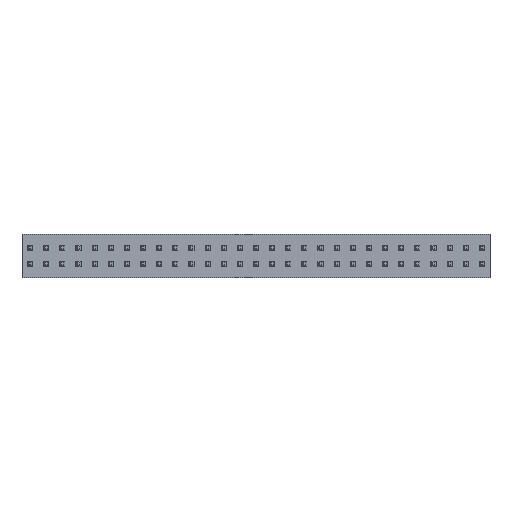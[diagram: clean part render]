
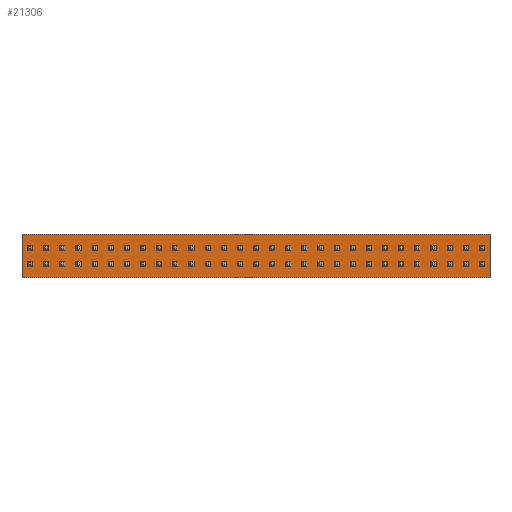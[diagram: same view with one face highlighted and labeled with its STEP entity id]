
A CAD part, top view. The second image highlights one B-rep face of the part: STEP entity #21306.
In plain terms, the highlighted face is planar.
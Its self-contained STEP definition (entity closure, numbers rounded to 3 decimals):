
#21174 = EDGE_CURVE('',#21175,#21177,#21179,.T.);
#21175 = VERTEX_POINT('',#21176);
#21176 = CARTESIAN_POINT('',(-18.415,1.778,-1.715));
#21177 = VERTEX_POINT('',#21178);
#21178 = CARTESIAN_POINT('',(-18.415,1.778,1.715));
#21179 = LINE('',#21180,#21181);
#21180 = CARTESIAN_POINT('',(-18.415,1.778,-1.715));
#21181 = VECTOR('',#21182,1.);
#21182 = DIRECTION('',(0.,0.,1.));
#21214 = EDGE_CURVE('',#21177,#21215,#21217,.T.);
#21215 = VERTEX_POINT('',#21216);
#21216 = CARTESIAN_POINT('',(18.415,1.778,1.715));
#21217 = LINE('',#21218,#21219);
#21218 = CARTESIAN_POINT('',(-18.415,1.778,1.715));
#21219 = VECTOR('',#21220,1.);
#21220 = DIRECTION('',(1.,0.,0.));
#21245 = EDGE_CURVE('',#21215,#21246,#21248,.T.);
#21246 = VERTEX_POINT('',#21247);
#21247 = CARTESIAN_POINT('',(18.415,1.778,-1.715));
#21248 = LINE('',#21249,#21250);
#21249 = CARTESIAN_POINT('',(18.415,1.778,1.715));
#21250 = VECTOR('',#21251,1.);
#21251 = DIRECTION('',(0.,0.,-1.));
#21276 = EDGE_CURVE('',#21246,#21175,#21277,.T.);
#21277 = LINE('',#21278,#21279);
#21278 = CARTESIAN_POINT('',(18.415,1.778,-1.715));
#21279 = VECTOR('',#21280,1.);
#21280 = DIRECTION('',(-1.,0.,0.));
#21306 = ADVANCED_FACE('',(#21307),#21313,.T.);
#21307 = FACE_BOUND('',#21308,.T.);
#21308 = EDGE_LOOP('',(#21309,#21310,#21311,#21312));
#21309 = ORIENTED_EDGE('',*,*,#21174,.T.);
#21310 = ORIENTED_EDGE('',*,*,#21214,.T.);
#21311 = ORIENTED_EDGE('',*,*,#21245,.T.);
#21312 = ORIENTED_EDGE('',*,*,#21276,.T.);
#21313 = PLANE('',#21314);
#21314 = AXIS2_PLACEMENT_3D('',#21315,#21316,#21317);
#21315 = CARTESIAN_POINT('',(0.,1.778,0.));
#21316 = DIRECTION('',(0.,1.,0.));
#21317 = DIRECTION('',(0.,-0.,1.));
